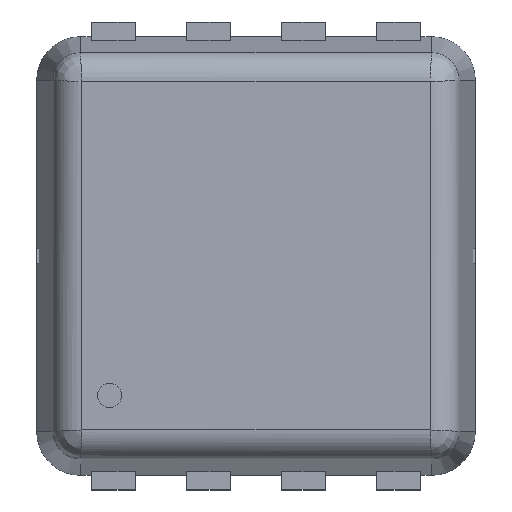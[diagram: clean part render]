
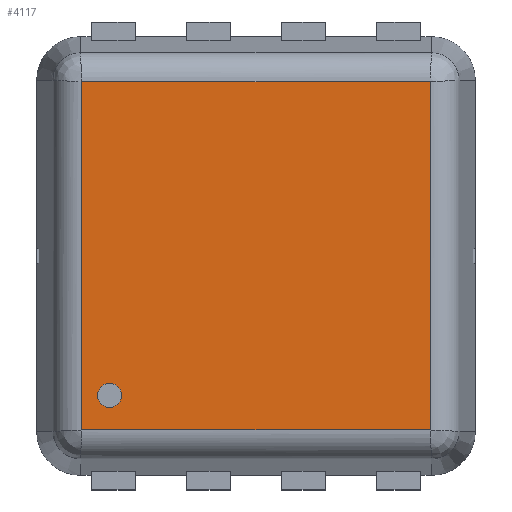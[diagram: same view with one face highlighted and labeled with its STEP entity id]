
A CAD part, top view. The second image highlights one B-rep face of the part: STEP entity #4117.
In plain terms, the highlighted planar face has unit normal (0, 0, 1).
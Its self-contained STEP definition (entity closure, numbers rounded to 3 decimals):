
#13 = EDGE_CURVE ( 'NONE', #8214, #1246, #6193, .T. ) ;
#72 = EDGE_LOOP ( 'NONE', ( #5794, #5900, #7461, #988 ) ) ;
#332 = VERTEX_POINT ( 'NONE', #1028 ) ;
#460 = DIRECTION ( 'NONE',  ( -1., 0., 0. ) ) ;
#512 = EDGE_CURVE ( 'NONE', #8936, #8214, #4751, .T. ) ;
#597 = LINE ( 'NONE', #1933, #6814 ) ;
#715 = DIRECTION ( 'NONE',  ( 1., 0., 0. ) ) ;
#988 = ORIENTED_EDGE ( 'NONE', *, *, #3906, .T. ) ;
#1028 = CARTESIAN_POINT ( 'NONE',  ( 1.191, 1.191, 0.8 ) ) ;
#1123 = CARTESIAN_POINT ( 'NONE',  ( 1.2, -1.2, 0.8 ) ) ;
#1246 = VERTEX_POINT ( 'NONE', #5535 ) ;
#1315 = EDGE_CURVE ( 'NONE', #5594, #6675, #1760, .T. ) ;
#1396 = CARTESIAN_POINT ( 'NONE',  ( 1.191, 1.2, 0.8 ) ) ;
#1471 = CARTESIAN_POINT ( 'NONE',  ( -1.084, -0.954, 0.8 ) ) ;
#1760 = CIRCLE ( 'NONE', #3895, 0.083 ) ;
#1833 = DIRECTION ( 'NONE',  ( 1., 0., 0. ) ) ;
#1933 = CARTESIAN_POINT ( 'NONE',  ( -1.2, 1.191, 0.8 ) ) ;
#2082 = EDGE_LOOP ( 'NONE', ( #2931, #5032 ) ) ;
#2248 = FACE_BOUND ( 'NONE', #2082, .T. ) ;
#2664 = AXIS2_PLACEMENT_3D ( 'NONE', #1123, #5923, #1833 ) ;
#2817 = EDGE_CURVE ( 'NONE', #6675, #5594, #3004, .T. ) ;
#2931 = ORIENTED_EDGE ( 'NONE', *, *, #1315, .F. ) ;
#3004 = CIRCLE ( 'NONE', #3697, 0.083 ) ;
#3160 = PLANE ( 'NONE',  #2664 ) ;
#3589 = CARTESIAN_POINT ( 'NONE',  ( -0.919, -0.954, 0.8 ) ) ;
#3697 = AXIS2_PLACEMENT_3D ( 'NONE', #3888, #4297, #7124 ) ;
#3718 = EDGE_CURVE ( 'NONE', #1246, #332, #7576, .T. ) ;
#3888 = CARTESIAN_POINT ( 'NONE',  ( -1.002, -0.954, 0.8 ) ) ;
#3895 = AXIS2_PLACEMENT_3D ( 'NONE', #4945, #5079, #7853 ) ;
#3906 = EDGE_CURVE ( 'NONE', #332, #8936, #597, .T. ) ;
#4117 = ADVANCED_FACE ( 'NONE', ( #2248, #7162 ), #3160, .T. ) ;
#4122 = DIRECTION ( 'NONE',  ( 0., 1., 0. ) ) ;
#4297 = DIRECTION ( 'NONE',  ( 0., 0., 1. ) ) ;
#4751 = LINE ( 'NONE', #7701, #6994 ) ;
#4887 = CARTESIAN_POINT ( 'NONE',  ( 1.2, -1.191, 0.8 ) ) ;
#4945 = CARTESIAN_POINT ( 'NONE',  ( -1.002, -0.954, 0.8 ) ) ;
#5032 = ORIENTED_EDGE ( 'NONE', *, *, #2817, .F. ) ;
#5079 = DIRECTION ( 'NONE',  ( 0., 0., 1. ) ) ;
#5535 = CARTESIAN_POINT ( 'NONE',  ( 1.191, -1.191, 0.8 ) ) ;
#5557 = DIRECTION ( 'NONE',  ( 0., -1., 0. ) ) ;
#5594 = VERTEX_POINT ( 'NONE', #3589 ) ;
#5794 = ORIENTED_EDGE ( 'NONE', *, *, #512, .T. ) ;
#5900 = ORIENTED_EDGE ( 'NONE', *, *, #13, .T. ) ;
#5923 = DIRECTION ( 'NONE',  ( 0., 0., 1. ) ) ;
#6019 = CARTESIAN_POINT ( 'NONE',  ( -1.191, 1.191, 0.8 ) ) ;
#6193 = LINE ( 'NONE', #4887, #8457 ) ;
#6675 = VERTEX_POINT ( 'NONE', #1471 ) ;
#6814 = VECTOR ( 'NONE', #460, 1000. ) ;
#6953 = VECTOR ( 'NONE', #4122, 1000. ) ;
#6994 = VECTOR ( 'NONE', #5557, 1000. ) ;
#7124 = DIRECTION ( 'NONE',  ( 1., 0., 0. ) ) ;
#7162 = FACE_OUTER_BOUND ( 'NONE', #72, .T. ) ;
#7461 = ORIENTED_EDGE ( 'NONE', *, *, #3718, .T. ) ;
#7576 = LINE ( 'NONE', #1396, #6953 ) ;
#7701 = CARTESIAN_POINT ( 'NONE',  ( -1.191, -1.2, 0.8 ) ) ;
#7795 = CARTESIAN_POINT ( 'NONE',  ( -1.191, -1.191, 0.8 ) ) ;
#7853 = DIRECTION ( 'NONE',  ( 1., 0., 0. ) ) ;
#8214 = VERTEX_POINT ( 'NONE', #7795 ) ;
#8457 = VECTOR ( 'NONE', #715, 1000. ) ;
#8936 = VERTEX_POINT ( 'NONE', #6019 ) ;
